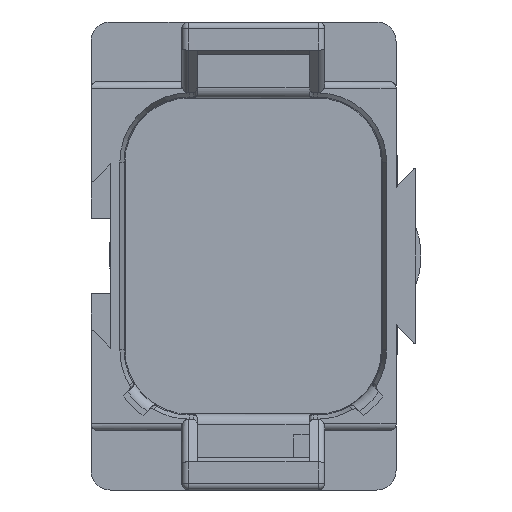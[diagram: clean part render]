
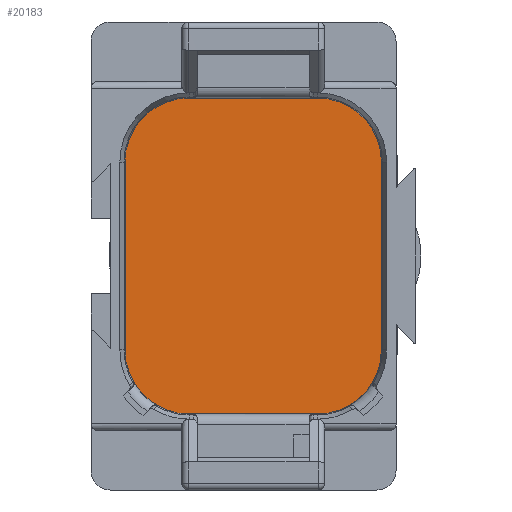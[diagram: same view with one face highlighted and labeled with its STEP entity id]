
A CAD part, front view. The second image highlights one B-rep face of the part: STEP entity #20183.
In plain terms, the highlighted planar face has unit normal (0, -1, 0).
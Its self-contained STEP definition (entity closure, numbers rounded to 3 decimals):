
#5382=CARTESIAN_POINT('',(-4.985,16.1,7.3));
#5383=DIRECTION('',(0.,1.,0.));
#5384=DIRECTION('',(-1.,0.,0.));
#5385=AXIS2_PLACEMENT_3D('',#5382,#5383,#5384);
#5387=DIRECTION('',(1.,0.,0.));
#5388=VECTOR('',#5387,9.97);
#5389=CARTESIAN_POINT('',(-4.985,16.1,12.275));
#5390=LINE('',#5389,#5388);
#5391=CARTESIAN_POINT('',(4.985,16.1,7.3));
#5392=DIRECTION('',(0.,1.,0.));
#5393=DIRECTION('',(0.,0.,1.));
#5394=AXIS2_PLACEMENT_3D('',#5391,#5392,#5393);
#5396=DIRECTION('',(0.,0.,-1.));
#5397=VECTOR('',#5396,14.6);
#5398=CARTESIAN_POINT('',(9.96,16.1,7.3));
#5399=LINE('',#5398,#5397);
#5400=CARTESIAN_POINT('',(4.985,16.1,-7.3));
#5401=DIRECTION('',(0.,1.,0.));
#5402=DIRECTION('',(1.,0.,0.));
#5403=AXIS2_PLACEMENT_3D('',#5400,#5401,#5402);
#5405=DIRECTION('',(-1.,0.,0.));
#5406=VECTOR('',#5405,9.97);
#5407=CARTESIAN_POINT('',(4.985,16.1,-12.275));
#5408=LINE('',#5407,#5406);
#5409=CARTESIAN_POINT('',(-4.985,16.1,-7.3));
#5410=DIRECTION('',(0.,1.,0.));
#5411=DIRECTION('',(0.,0.,-1.));
#5412=AXIS2_PLACEMENT_3D('',#5409,#5410,#5411);
#5414=DIRECTION('',(0.,0.,1.));
#5415=VECTOR('',#5414,14.6);
#5416=CARTESIAN_POINT('',(-9.96,16.1,-7.3));
#5417=LINE('',#5416,#5415);
#10981=CARTESIAN_POINT('',(-9.96,16.1,-7.3));
#10982=VERTEX_POINT('',#10981);
#10983=CARTESIAN_POINT('',(-4.985,16.1,-12.275));
#10984=VERTEX_POINT('',#10983);
#11006=CARTESIAN_POINT('',(4.985,16.1,-12.275));
#11007=VERTEX_POINT('',#11006);
#11016=CARTESIAN_POINT('',(-9.96,16.1,7.3));
#11017=CARTESIAN_POINT('',(-4.985,16.1,12.275));
#11018=VERTEX_POINT('',#11016);
#11019=VERTEX_POINT('',#11017);
#11020=CARTESIAN_POINT('',(4.985,16.1,12.275));
#11021=VERTEX_POINT('',#11020);
#11022=CARTESIAN_POINT('',(9.96,16.1,7.3));
#11023=VERTEX_POINT('',#11022);
#11024=CARTESIAN_POINT('',(9.96,16.1,-7.3));
#11025=VERTEX_POINT('',#11024);
#20168=CARTESIAN_POINT('',(0.,16.1,0.));
#20169=DIRECTION('',(0.,-1.,0.));
#20170=DIRECTION('',(0.,0.,1.));
#20171=AXIS2_PLACEMENT_3D('',#20168,#20169,#20170);
#20172=PLANE('',#20171);
#20173=ORIENTED_EDGE('',*,*,#18688,.T.);
#20174=ORIENTED_EDGE('',*,*,#19353,.T.);
#20175=ORIENTED_EDGE('',*,*,#19375,.T.);
#20176=ORIENTED_EDGE('',*,*,#19458,.T.);
#20177=ORIENTED_EDGE('',*,*,#19475,.T.);
#20178=ORIENTED_EDGE('',*,*,#19569,.T.);
#20179=ORIENTED_EDGE('',*,*,#18562,.T.);
#20180=ORIENTED_EDGE('',*,*,#18673,.T.);
#20181=EDGE_LOOP('',(#20173,#20174,#20175,#20176,#20177,#20178,#20179,#20180));
#20182=FACE_OUTER_BOUND('',#20181,.F.);
#20183=ADVANCED_FACE('',(#20182),#20172,.T.);
#5386=CIRCLE('',#5385,4.975);
#5395=CIRCLE('',#5394,4.975);
#5404=CIRCLE('',#5403,4.975);
#5413=CIRCLE('',#5412,4.975);
#18562=EDGE_CURVE('',#10984,#10982,#5413,.T.);
#18673=EDGE_CURVE('',#10982,#11018,#5417,.T.);
#18688=EDGE_CURVE('',#11018,#11019,#5386,.T.);
#19353=EDGE_CURVE('',#11019,#11021,#5390,.T.);
#19375=EDGE_CURVE('',#11021,#11023,#5395,.T.);
#19458=EDGE_CURVE('',#11023,#11025,#5399,.T.);
#19475=EDGE_CURVE('',#11025,#11007,#5404,.T.);
#19569=EDGE_CURVE('',#11007,#10984,#5408,.T.);
